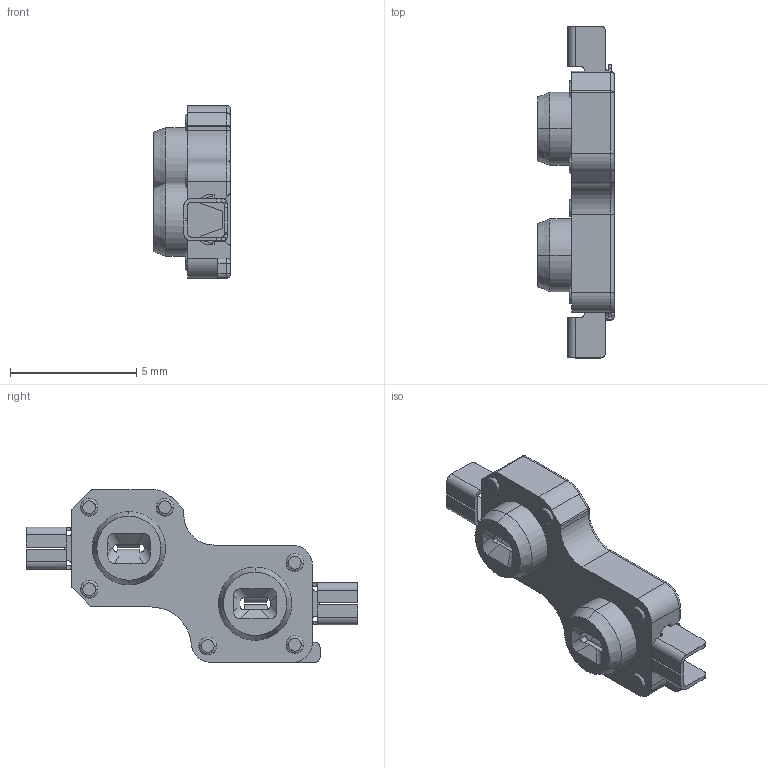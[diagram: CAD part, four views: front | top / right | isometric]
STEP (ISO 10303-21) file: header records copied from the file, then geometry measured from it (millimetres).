
FILE_DESCRIPTION (( 'STEP AP203' ), '1' );
FILE_NAME ('KaihlSocket_LowProfile_1511-CONN-170206_ASM_ASM_3_ASM__ASM.STEP', '2018-05-02T13:54:44', ( '' ), ( '' ), 'SwSTEP 2.0', 'SolidWorks 2017', '' );
FILE_SCHEMA (( 'CONFIG_CONTROL_DESIGN' ));
Length unit declared in the file: millimetre
Products named in the file (11): PG1350_ASM170506_ASM_1_ASM_1_AS_ASM_pre; PG1350_ASM17061401_ASM_1_ASM_1_ASM_pre; ASM0002_ASM_1_ASM_1_ASM_1_ASM_1_ASM_pre; PG1350_ASM17061401_ASM_ASM_1_ASM_pre; PG1350_ASM_4_ASM_1_ASM_1_ASM_1__ASM_pre; KaihlSocket_LowProfile_1511-CONN-170206_ASM_ASM_3_ASM__ASM; PG1350_ASM17061301_ASM_1_ASM_1__ASM_pre; BASE02_D6_18_18_1_1_1_1_040_8_2_pre; 1511-011802_ASM_A040_ASM_1_ASM__ASM_pre; CONN-011601_18_1_1_1_1_040_1_1__pre; 1511-011802_ASM_1A_040_ASM_1_AS_ASM_pre
Assembly tree (11 placements, depth 10):
  KaihlSocket_LowProfile_1511-CONN-170206_ASM_ASM_3_ASM__ASM
    PG1350_ASM17061401_ASM_ASM_1_ASM_pre
      PG1350_ASM17061401_ASM_1_ASM_1_ASM_pre
        PG1350_ASM17061301_ASM_1_ASM_1__ASM_pre
          PG1350_ASM170506_ASM_1_ASM_1_AS_ASM_pre
            PG1350_ASM_4_ASM_1_ASM_1_ASM_1__ASM_pre
              ASM0002_ASM_1_ASM_1_ASM_1_ASM_1_ASM_pre
                1511-011802_ASM_A040_ASM_1_ASM__ASM_pre
                  1511-011802_ASM_1A_040_ASM_1_AS_ASM_pre
              CONN-011601_18_1_1_1_1_040_1_1__pre
Bounding box: 3.05 x 13.15 x 6.85 mm (x, y, z)
Volume: 78.8 mm3; surface area: 283.9 mm2
Topology: 3 solids, 3 shells, 482 faces, 1292 edges, 829 vertices
Faces by surface type: plane 332, cylinder 114, bspline 32, cone 4
Entity records: 14012 total; most frequent: CARTESIAN_POINT 3548, ORIENTED_EDGE 2060, DIRECTION 1739, EDGE_CURVE 1030, LINE 793, VECTOR 793, VERTEX_POINT 663, AXIS2_PLACEMENT_3D 473
